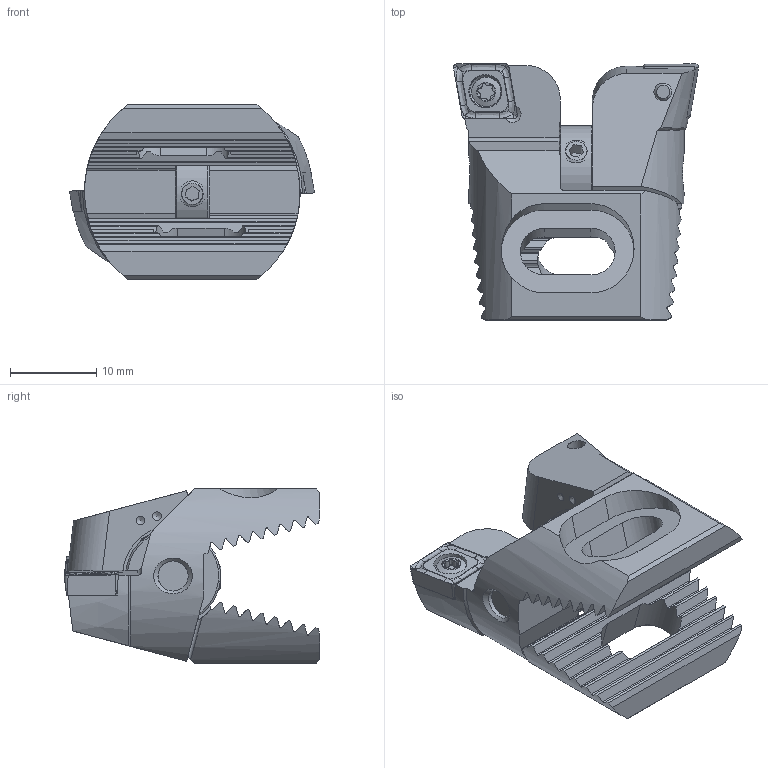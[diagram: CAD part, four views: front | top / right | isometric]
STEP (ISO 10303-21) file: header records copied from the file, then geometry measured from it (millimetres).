
FILE_DESCRIPTION (( 'STEP AP214' ), '1' );
FILE_NAME ('Z25.WCA.B12.016.STEP', '2020-08-14T11:43:15', ( '' ), ( '' ), 'SwSTEP 2.0', 'SolidWorks 2017', '' );
FILE_SCHEMA (( 'AUTOMOTIVE_DESIGN' ));
Length unit declared in the file: millimetre
Products named in the file (8): Z25-ER3.001.023_A; CCMT060204; Z25-ER3.002.004_B; Z25-WCA.001.016_A; Z25.WCA.B12.016; WCA-ER2.001.006_A; Z25-WCA.003.016_A; ISO 4026 - M3 x 3
Assembly tree (11 placements, depth 2):
  Z25.WCA.B12.016
    Z25-WCA.001.016_A
    Z25-WCA.003.016_A
    WCA-ER2.001.006_A  x2
    ISO 4026 - M3 x 3  x3
    CCMT060204  x2
    Z25-ER3.001.023_A
    Z25-ER3.002.004_B
Bounding box: 28.43 x 29.7 x 20.2 mm (x, y, z)
Volume: 5847.6 mm3; surface area: 5400.4 mm2
Topology: 11 solids, 11 shells, 407 faces, 1065 edges, 682 vertices
Faces by surface type: plane 205, cylinder 108, cone 58, bspline 24, torus 10, sphere 2
Full cylindrical faces by diameter (mm): 1 x3, 2 x2, 2.05 x2, 2.5 x5, 2.8 x2, 3 x5, 3.4 x2, 3.5 x2, 3.85 x2, 4 x4, 11 x1
Entity records: 12399 total; most frequent: CARTESIAN_POINT 3954, ORIENTED_EDGE 1582, DIRECTION 1276, EDGE_CURVE 791, VERTEX_POINT 543, AXIS2_PLACEMENT_3D 469, EDGE_LOOP 398, FACE_OUTER_BOUND 351
